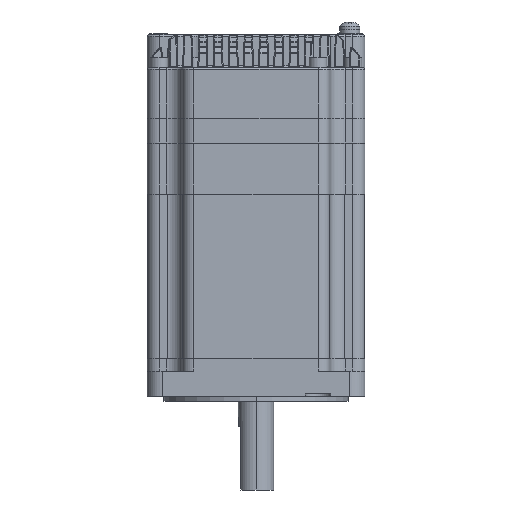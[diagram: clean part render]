
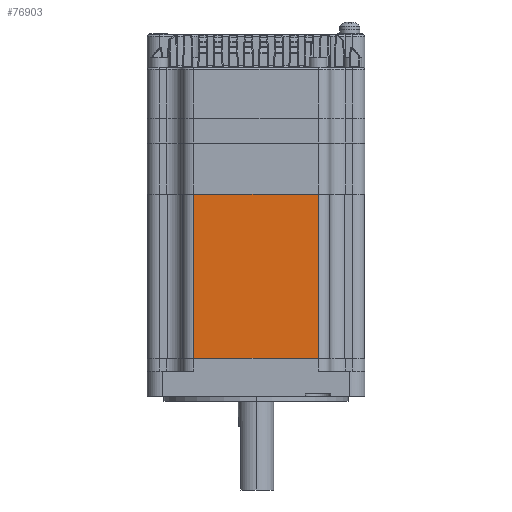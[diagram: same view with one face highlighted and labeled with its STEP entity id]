
A CAD part, left-side view. The second image highlights one B-rep face of the part: STEP entity #76903.
In plain terms, the highlighted planar face has unit normal (-1, 0, 0).
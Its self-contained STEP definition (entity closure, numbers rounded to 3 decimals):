
#3996 = ORIENTED_EDGE ( 'NONE', *, *, #64490, .F. ) ;
#7654 = DIRECTION ( 'NONE',  ( -1., 0., 0. ) ) ;
#8311 = PLANE ( 'NONE',  #177592 ) ;
#10046 = LINE ( 'NONE', #193460, #134750 ) ;
#24171 = CARTESIAN_POINT ( 'NONE',  ( -42.85, 0., 65. ) ) ;
#37243 = ORIENTED_EDGE ( 'NONE', *, *, #131479, .T. ) ;
#37620 = CARTESIAN_POINT ( 'NONE',  ( -42.85, -24.55, 65. ) ) ;
#41460 = CARTESIAN_POINT ( 'NONE',  ( -42.85, 24.55, 65. ) ) ;
#45244 = ORIENTED_EDGE ( 'NONE', *, *, #163133, .T. ) ;
#56135 = DIRECTION ( 'NONE',  ( 0., -1., 0. ) ) ;
#57380 = DIRECTION ( 'NONE',  ( 0., 0., -1. ) ) ;
#58053 = LINE ( 'NONE', #64582, #94964 ) ;
#64490 = EDGE_CURVE ( 'NONE', #195844, #107540, #58053, .T. ) ;
#64582 = CARTESIAN_POINT ( 'NONE',  ( -42.85, 0., 0. ) ) ;
#65118 = LINE ( 'NONE', #41460, #101946 ) ;
#74620 = LINE ( 'NONE', #37620, #195012 ) ;
#76903 = ADVANCED_FACE ( 'NONE', ( #81981 ), #8311, .T. ) ;
#80346 = DIRECTION ( 'NONE',  ( 0., 1., 0. ) ) ;
#81981 = FACE_OUTER_BOUND ( 'NONE', #105707, .T. ) ;
#94901 = VERTEX_POINT ( 'NONE', #150552 ) ;
#94964 = VECTOR ( 'NONE', #80346, 1000. ) ;
#101946 = VECTOR ( 'NONE', #57380, 1000. ) ;
#105707 = EDGE_LOOP ( 'NONE', ( #3996, #145604, #45244, #37243 ) ) ;
#107540 = VERTEX_POINT ( 'NONE', #152892 ) ;
#131479 = EDGE_CURVE ( 'NONE', #170168, #107540, #65118, .T. ) ;
#134750 = VECTOR ( 'NONE', #195497, 1000. ) ;
#137996 = CARTESIAN_POINT ( 'NONE',  ( -42.85, -24.55, 0. ) ) ;
#145604 = ORIENTED_EDGE ( 'NONE', *, *, #172555, .F. ) ;
#150552 = CARTESIAN_POINT ( 'NONE',  ( -42.85, -24.55, 65. ) ) ;
#152892 = CARTESIAN_POINT ( 'NONE',  ( -42.85, 24.55, 0. ) ) ;
#158837 = CARTESIAN_POINT ( 'NONE',  ( -42.85, 24.55, 65. ) ) ;
#163133 = EDGE_CURVE ( 'NONE', #94901, #170168, #10046, .T. ) ;
#164277 = DIRECTION ( 'NONE',  ( 0., 0., -1. ) ) ;
#170168 = VERTEX_POINT ( 'NONE', #158837 ) ;
#172555 = EDGE_CURVE ( 'NONE', #94901, #195844, #74620, .T. ) ;
#177592 = AXIS2_PLACEMENT_3D ( 'NONE', #24171, #7654, #56135 ) ;
#193460 = CARTESIAN_POINT ( 'NONE',  ( -42.85, 0., 65. ) ) ;
#195012 = VECTOR ( 'NONE', #164277, 1000. ) ;
#195497 = DIRECTION ( 'NONE',  ( 0., 1., 0. ) ) ;
#195844 = VERTEX_POINT ( 'NONE', #137996 ) ;
